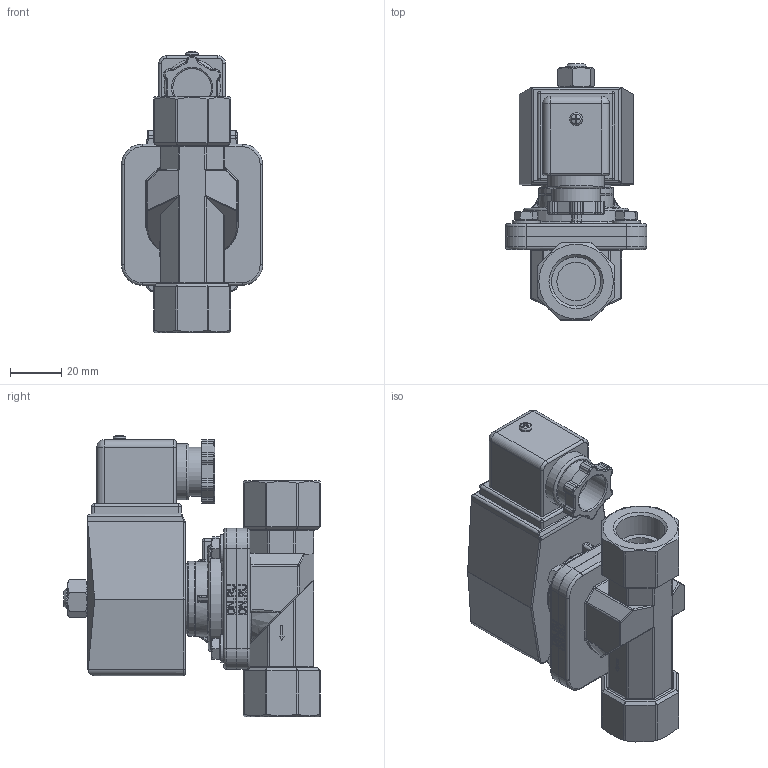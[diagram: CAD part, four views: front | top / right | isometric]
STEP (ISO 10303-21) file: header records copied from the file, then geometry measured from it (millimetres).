
FILE_DESCRIPTION(/* description */ (''),/* implementation_level */ '2;1');
FILE_NAME(/* name */ 'DN15_3D_STEP.stp',/* time_stamp */ '2025-07-21T01:31:47+03:00',/* author */ ('igorr'),/* organization */ (''),/* preprocessor_version */ 'ST-DEVELOPER v20',/* originating_system */ 'Autodesk Inventor 2025',/* authorisation */ '');
FILE_SCHEMA (('AUTOMOTIVE_DESIGN { 1 0 10303 214 3 1 1 }'));
Length unit declared in the file: millimetre
Products named in the file (7): Сборка1; Деталь1; AS 1237 - 6; AS 1110 - M5 x 10; AS 1237 - 8; ANSI B18.2.4.2M - M8x1,25; AS 1427 - M2,5 x 4
Assembly tree (12 placements, depth 2):
  Сборка1
    Деталь1
    AS 1237 - 6  x4
    AS 1110 - M5 x 10  x4
    AS 1237 - 8
    ANSI B18.2.4.2M - M8x1,25
    AS 1427 - M2,5 x 4
Bounding box: 55.1 x 100 x 109.73 mm (x, y, z)
Volume: 214938.4 mm3; surface area: 44393 mm2
Topology: 12 solids, 12 shells, 854 faces, 2037 edges, 1241 vertices
Faces by surface type: plane 348, cylinder 247, bspline 108, cone 71, torus 61, sphere 19
Full cylindrical faces by diameter (mm): 2.224 x1, 2.5 x1, 3 x1, 5 x4, 6 x12, 6.4 x4, 6.647 x1, 8 x5, 8.4 x1, 11 x4, 14 x1, 15 x3, 19 x1, 19.17 x2, 22 x1, 27.154 x2, 29.154 x2, 44.027 x1
Entity records: 25426 total; most frequent: CARTESIAN_POINT 6927, ORIENTED_EDGE 3710, DIRECTION 3586, EDGE_CURVE 1855, AXIS2_PLACEMENT_3D 1330, VERTEX_POINT 1143, LINE 926, VECTOR 926
